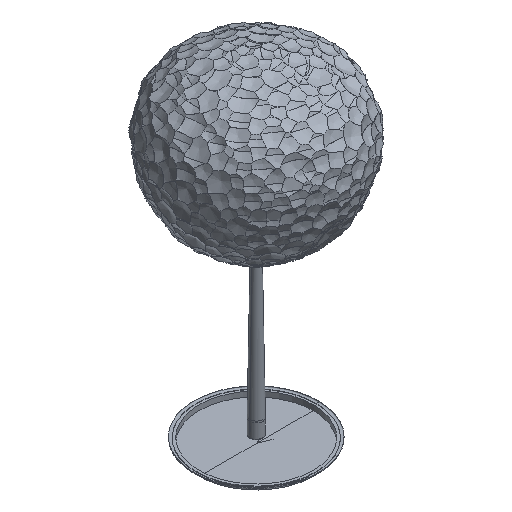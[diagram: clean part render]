
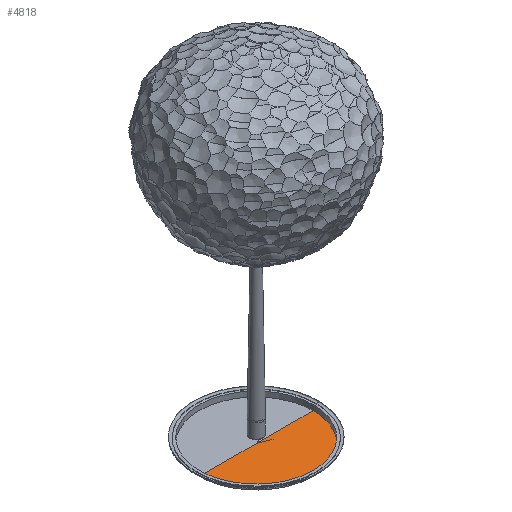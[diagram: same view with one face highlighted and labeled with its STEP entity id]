
A CAD part, isometric view. The second image highlights one B-rep face of the part: STEP entity #4818.
In plain terms, the highlighted free-form (B-spline) face has degree [2, 1] with [5, 3] control points.
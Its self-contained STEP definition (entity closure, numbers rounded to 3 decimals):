
#4818=ADVANCED_FACE('',(#6056),#37253,.T.);
#6056=FACE_OUTER_BOUND('',#7295,.T.);
#7295=EDGE_LOOP('',(#14444,#14445,#14446));
#14444=ORIENTED_EDGE('',*,*,#21686,.T.);
#14445=ORIENTED_EDGE('',*,*,#21695,.F.);
#14446=ORIENTED_EDGE('',*,*,#21696,.F.);
#21686=EDGE_CURVE('',#36024,#36023,#28913,.T.);
#21695=EDGE_CURVE('',#36029,#36023,#22601,.T.);
#21696=EDGE_CURVE('',#36024,#36029,#28917,.T.);
#22601=(
BOUNDED_CURVE()
B_SPLINE_CURVE(2,(#99018,#99019,#99020,#99021,#99022),.UNSPECIFIED.,.F.,
 .F.)
B_SPLINE_CURVE_WITH_KNOTS((3,2,3),(3.142,4.712,6.283),
 .UNSPECIFIED.)
CURVE()
GEOMETRIC_REPRESENTATION_ITEM()
RATIONAL_B_SPLINE_CURVE((1.,0.707,1.,0.707,1.))
REPRESENTATION_ITEM('')
);
#28913=B_SPLINE_CURVE_WITH_KNOTS('',1,(#98982,#98983,#98984),
 .UNSPECIFIED.,.F.,.F.,(2,1,2),(-25.,0.,85.),
 .UNSPECIFIED.);
#28917=B_SPLINE_CURVE_WITH_KNOTS('',1,(#99023,#99024,#99025),
 .UNSPECIFIED.,.F.,.F.,(2,1,2),(-25.,0.,85.),
 .UNSPECIFIED.);
#36023=VERTEX_POINT('',#98948);
#36024=VERTEX_POINT('',#98949);
#36029=VERTEX_POINT('',#98954);
#37253=(
BOUNDED_SURFACE()
B_SPLINE_SURFACE(2,1,((#98865,#98866,#98867),(#98868,#98869,#98870),(#98871,
#98872,#98873),(#98874,#98875,#98876),(#98877,#98878,#98879)),
 .UNSPECIFIED.,.F.,.F.,.F.)
B_SPLINE_SURFACE_WITH_KNOTS((3,2,3),(2,1,2),(3.142,4.712,
6.283),(-25.,0.,85.),.UNSPECIFIED.)
GEOMETRIC_REPRESENTATION_ITEM()
RATIONAL_B_SPLINE_SURFACE(((1.,1.,1.),(0.707,0.707,
0.707),(1.,1.,1.),(0.707,0.707,0.707),
(1.,1.,1.)))
REPRESENTATION_ITEM('')
SURFACE()
);
#98865=CARTESIAN_POINT('',(0.,0.138,-462.948));
#98866=CARTESIAN_POINT('',(-25.,0.138,-462.948));
#98867=CARTESIAN_POINT('',(-110.,0.138,-462.948));
#98868=CARTESIAN_POINT('',(0.,0.138,-462.948));
#98869=CARTESIAN_POINT('',(-25.,-24.862,-462.948));
#98870=CARTESIAN_POINT('',(-110.,-109.862,-462.948));
#98871=CARTESIAN_POINT('',(0.,0.138,-462.948));
#98872=CARTESIAN_POINT('',(0.,-24.862,-462.948));
#98873=CARTESIAN_POINT('',(0.,-109.862,-462.948));
#98874=CARTESIAN_POINT('',(0.,0.138,-462.948));
#98875=CARTESIAN_POINT('',(25.,-24.862,-462.948));
#98876=CARTESIAN_POINT('',(110.,-109.862,-462.948));
#98877=CARTESIAN_POINT('',(0.,0.138,-462.948));
#98878=CARTESIAN_POINT('',(25.,0.138,-462.948));
#98879=CARTESIAN_POINT('',(110.,0.138,-462.948));
#98948=CARTESIAN_POINT('',(110.,0.138,-462.948));
#98949=CARTESIAN_POINT('',(0.,0.138,-462.948));
#98954=CARTESIAN_POINT('',(-110.,0.138,-462.948));
#98982=CARTESIAN_POINT('',(0.,0.138,-462.948));
#98983=CARTESIAN_POINT('',(25.,0.138,-462.948));
#98984=CARTESIAN_POINT('',(110.,0.138,-462.948));
#99018=CARTESIAN_POINT('',(-110.,0.138,-462.948));
#99019=CARTESIAN_POINT('',(-110.,-109.862,-462.948));
#99020=CARTESIAN_POINT('',(0.,-109.862,-462.948));
#99021=CARTESIAN_POINT('',(110.,-109.862,-462.948));
#99022=CARTESIAN_POINT('',(110.,0.138,-462.948));
#99023=CARTESIAN_POINT('',(0.,0.138,-462.948));
#99024=CARTESIAN_POINT('',(-25.,0.138,-462.948));
#99025=CARTESIAN_POINT('',(-110.,0.138,-462.948));
